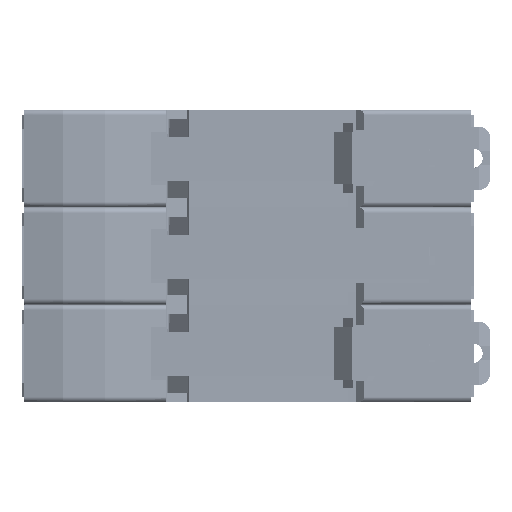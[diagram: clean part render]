
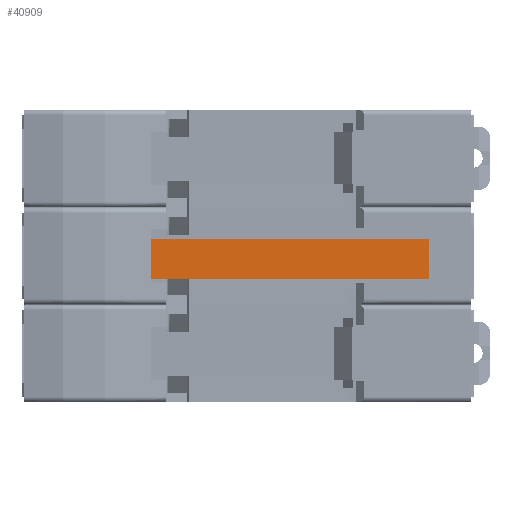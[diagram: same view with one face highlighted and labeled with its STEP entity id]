
A CAD part, front view. The second image highlights one B-rep face of the part: STEP entity #40909.
In plain terms, the highlighted planar face has unit normal (0, -1, 0).
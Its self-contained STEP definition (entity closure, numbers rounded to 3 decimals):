
#14965 = LINE ( 'NONE', #14967, #36521 ) ;
#14967 = CARTESIAN_POINT ( 'NONE',  ( 32.758, 5.546, -5.8 ) ) ;
#14969 = DIRECTION ( 'NONE',  ( 0.009, 0., -1. ) ) ;
#14987 = LINE ( 'NONE', #14999, #36529 ) ;
#14991 = LINE ( 'NONE', #14995, #36515 ) ;
#14995 = CARTESIAN_POINT ( 'NONE',  ( -99.27, 5.546, -5.8 ) ) ;
#14997 = DIRECTION ( 'NONE',  ( 1., 0., 0. ) ) ;
#14999 = CARTESIAN_POINT ( 'NONE',  ( -99.27, 5.546, -12.885 ) ) ;
#15003 = DIRECTION ( 'NONE',  ( -1., 0., 0. ) ) ;
#17810 = EDGE_CURVE ( 'NONE', #30574, #30339, #14965, .T. ) ;
#17819 = EDGE_CURVE ( 'NONE', #30361, #30574, #14991, .T. ) ;
#17821 = EDGE_CURVE ( 'NONE', #30342, #30356, #14987, .T. ) ;
#23615 = ORIENTED_EDGE ( 'NONE', *, *, #17819, .F. ) ;
#23616 = ORIENTED_EDGE ( 'NONE', *, *, #50071, .F. ) ;
#23617 = ORIENTED_EDGE ( 'NONE', *, *, #50069, .T. ) ;
#23618 = ORIENTED_EDGE ( 'NONE', *, *, #17821, .F. ) ;
#23619 = ORIENTED_EDGE ( 'NONE', *, *, #50048, .T. ) ;
#23620 = ORIENTED_EDGE ( 'NONE', *, *, #17810, .F. ) ;
#27843 = CARTESIAN_POINT ( 'NONE',  ( 32.82, 5.546, -12.885 ) ) ;
#27849 = CARTESIAN_POINT ( 'NONE',  ( -10.5, 5.546, -12.885 ) ) ;
#27873 = CARTESIAN_POINT ( 'NONE',  ( -14.562, 5.546, -12.885 ) ) ;
#27878 = CARTESIAN_POINT ( 'NONE',  ( -17.415, 5.546, -12.885 ) ) ;
#27882 = CARTESIAN_POINT ( 'NONE',  ( -17.415, 5.546, -5.8 ) ) ;
#28251 = CARTESIAN_POINT ( 'NONE',  ( 32.758, 5.546, -5.8 ) ) ;
#30339 = VERTEX_POINT ( 'NONE', #27843 ) ;
#30342 = VERTEX_POINT ( 'NONE', #27849 ) ;
#30356 = VERTEX_POINT ( 'NONE', #27873 ) ;
#30359 = VERTEX_POINT ( 'NONE', #27878 ) ;
#30361 = VERTEX_POINT ( 'NONE', #27882 ) ;
#30574 = VERTEX_POINT ( 'NONE', #28251 ) ;
#36515 = VECTOR ( 'NONE', #14997, 1000. ) ;
#36521 = VECTOR ( 'NONE', #14969, 1000. ) ;
#36529 = VECTOR ( 'NONE', #15003, 1000. ) ;
#40909 = ADVANCED_FACE ( 'NONE', ( #75827 ), #75815, .F. ) ;
#50048 = EDGE_CURVE ( 'NONE', #30342, #30339, #122233, .T. ) ;
#50069 = EDGE_CURVE ( 'NONE', #30359, #30356, #122359, .T. ) ;
#50071 = EDGE_CURVE ( 'NONE', #30359, #30361, #122265, .T. ) ;
#75815 = PLANE ( 'NONE',  #76580 ) ;
#75820 = CARTESIAN_POINT ( 'NONE',  ( -99.27, 5.546, -34.482 ) ) ;
#75827 = FACE_OUTER_BOUND ( 'NONE', #104024, .T. ) ;
#75832 = DIRECTION ( 'NONE',  ( 0., 1., 0. ) ) ;
#75833 = DIRECTION ( 'NONE',  ( 0., 0., 1. ) ) ;
#76580 = AXIS2_PLACEMENT_3D ( 'NONE', #75820, #75832, #75833 ) ;
#104024 = EDGE_LOOP ( 'NONE', ( #23615, #23616, #23617, #23618, #23619, #23620 ) ) ;
#119224 = VECTOR ( 'NONE', #122238, 1000. ) ;
#119249 = VECTOR ( 'NONE', #122374, 1000. ) ;
#119283 = VECTOR ( 'NONE', #122363, 1000. ) ;
#122233 = LINE ( 'NONE', #122236, #119224 ) ;
#122236 = CARTESIAN_POINT ( 'NONE',  ( 0.035, 5.546, -12.885 ) ) ;
#122238 = DIRECTION ( 'NONE',  ( 1., 0., 0. ) ) ;
#122265 = LINE ( 'NONE', #122372, #119249 ) ;
#122359 = LINE ( 'NONE', #122361, #119283 ) ;
#122361 = CARTESIAN_POINT ( 'NONE',  ( 0.035, 5.546, -12.885 ) ) ;
#122363 = DIRECTION ( 'NONE',  ( 1., 0., 0. ) ) ;
#122372 = CARTESIAN_POINT ( 'NONE',  ( -17.415, 5.546, -34.482 ) ) ;
#122374 = DIRECTION ( 'NONE',  ( 0., 0., 1. ) ) ;
